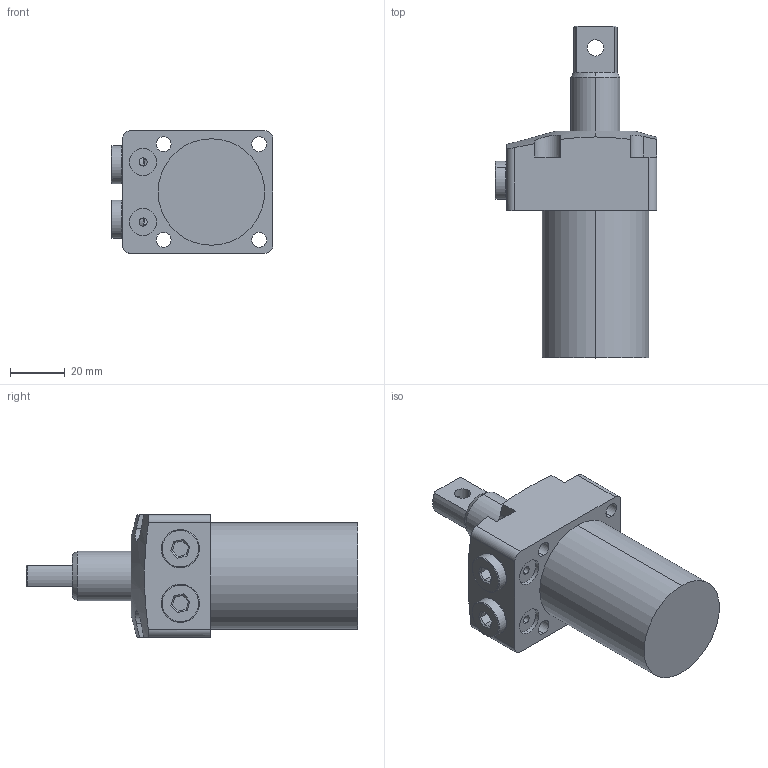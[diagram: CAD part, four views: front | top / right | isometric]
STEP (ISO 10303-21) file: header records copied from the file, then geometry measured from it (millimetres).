
FILE_DESCRIPTION (( 'STEP AP214' ), '1' );
FILE_NAME ('CHA-040PD-90.STEP', '2018-12-24T09:02:44', ( '' ), ( '' ), 'SwSTEP 2.0', 'SolidWorks 2016', '' );
FILE_SCHEMA (( 'AUTOMOTIVE_DESIGN' ));
Length unit declared in the file: millimetre
Products named in the file (4): CHA-040PD活塞杆; 黑芛G8-1; CHA-040P(BT); CHA-040PD-90
Assembly tree (4 placements, depth 2):
  CHA-040PD-90
    CHA-040P(BT)
    黑芛G8-1  x2
    CHA-040PD活塞杆
Bounding box: 59.2 x 121.5 x 45 mm (x, y, z)
Volume: 123463.1 mm3; surface area: 32073.7 mm2
Topology: 4 solids, 4 shells, 137 faces, 319 edges, 202 vertices
Faces by surface type: plane 64, cylinder 53, cone 12, torus 8
Entity records: 3731 total; most frequent: CARTESIAN_POINT 910, DIRECTION 573, ORIENTED_EDGE 530, EDGE_CURVE 265, AXIS2_PLACEMENT_3D 223, VERTEX_POINT 170, EDGE_LOOP 137, LINE 127
